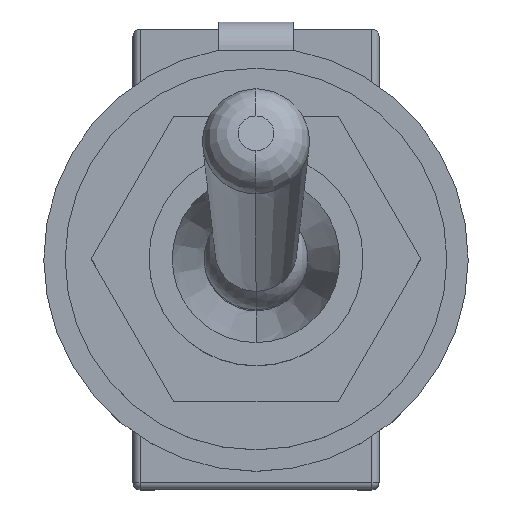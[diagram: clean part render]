
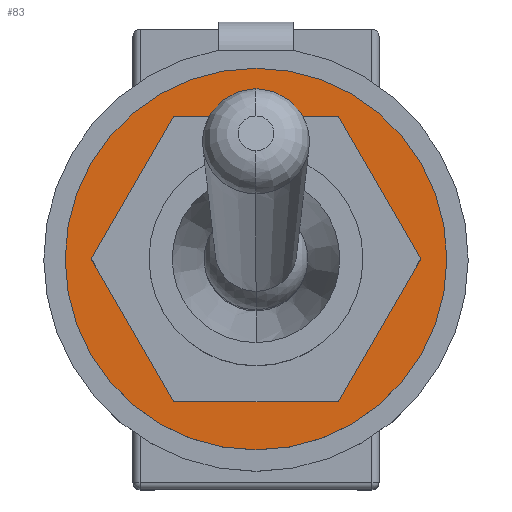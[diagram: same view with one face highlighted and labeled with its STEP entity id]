
A CAD part, top view. The second image highlights one B-rep face of the part: STEP entity #83.
In plain terms, the highlighted planar face has unit normal (0, 0, 1).
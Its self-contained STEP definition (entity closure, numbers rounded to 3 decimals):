
#22 = VERTEX_POINT('',#23);
#23 = CARTESIAN_POINT('',(0.,-5.38,
    14.63));
#31 = EDGE_CURVE('',#32,#22,#34,.T.);
#32 = VERTEX_POINT('',#33);
#33 = CARTESIAN_POINT('',(0.,5.32,
    14.63));
#34 = CIRCLE('',#35,5.35);
#35 = AXIS2_PLACEMENT_3D('',#36,#37,#38);
#36 = CARTESIAN_POINT('',(0.,-0.03,
    14.63));
#37 = DIRECTION('',(0.,0.,1.));
#38 = DIRECTION('',(0.,-1.,0.));
#63 = EDGE_CURVE('',#22,#32,#64,.T.);
#64 = CIRCLE('',#65,5.35);
#65 = AXIS2_PLACEMENT_3D('',#66,#67,#68);
#66 = CARTESIAN_POINT('',(0.,-0.03,
    14.63));
#67 = DIRECTION('',(0.,0.,1.));
#68 = DIRECTION('',(0.,-1.,0.));
#83 = ADVANCED_FACE('',(#84,#88),#138,.T.);
#84 = FACE_BOUND('',#85,.T.);
#85 = EDGE_LOOP('',(#86,#87));
#86 = ORIENTED_EDGE('',*,*,#31,.T.);
#87 = ORIENTED_EDGE('',*,*,#63,.T.);
#88 = FACE_BOUND('',#89,.T.);
#89 = EDGE_LOOP('',(#90,#100,#108,#116,#124,#132));
#90 = ORIENTED_EDGE('',*,*,#91,.F.);
#91 = EDGE_CURVE('',#92,#94,#96,.T.);
#92 = VERTEX_POINT('',#93);
#93 = CARTESIAN_POINT('',(2.309,-4.03,14.63
    ));
#94 = VERTEX_POINT('',#95);
#95 = CARTESIAN_POINT('',(4.619,-0.03,
    14.63));
#96 = LINE('',#97,#98);
#97 = CARTESIAN_POINT('',(2.309,-4.03,14.63
    ));
#98 = VECTOR('',#99,1.);
#99 = DIRECTION('',(0.5,0.866,0.));
#100 = ORIENTED_EDGE('',*,*,#101,.F.);
#101 = EDGE_CURVE('',#102,#92,#104,.T.);
#102 = VERTEX_POINT('',#103);
#103 = CARTESIAN_POINT('',(-2.309,-4.03,
    14.63));
#104 = LINE('',#105,#106);
#105 = CARTESIAN_POINT('',(-2.309,-4.03,
    14.63));
#106 = VECTOR('',#107,1.);
#107 = DIRECTION('',(1.,0.,0.));
#108 = ORIENTED_EDGE('',*,*,#109,.F.);
#109 = EDGE_CURVE('',#110,#102,#112,.T.);
#110 = VERTEX_POINT('',#111);
#111 = CARTESIAN_POINT('',(-4.619,-0.03,
    14.63));
#112 = LINE('',#113,#114);
#113 = CARTESIAN_POINT('',(-4.619,-0.03,
    14.63));
#114 = VECTOR('',#115,1.);
#115 = DIRECTION('',(0.5,-0.866,0.));
#116 = ORIENTED_EDGE('',*,*,#117,.F.);
#117 = EDGE_CURVE('',#118,#110,#120,.T.);
#118 = VERTEX_POINT('',#119);
#119 = CARTESIAN_POINT('',(-2.309,3.97,
    14.63));
#120 = LINE('',#121,#122);
#121 = CARTESIAN_POINT('',(-2.309,3.97,
    14.63));
#122 = VECTOR('',#123,1.);
#123 = DIRECTION('',(-0.5,-0.866,0.));
#124 = ORIENTED_EDGE('',*,*,#125,.F.);
#125 = EDGE_CURVE('',#126,#118,#128,.T.);
#126 = VERTEX_POINT('',#127);
#127 = CARTESIAN_POINT('',(2.309,3.97,14.63
    ));
#128 = LINE('',#129,#130);
#129 = CARTESIAN_POINT('',(2.309,3.97,14.63
    ));
#130 = VECTOR('',#131,1.);
#131 = DIRECTION('',(-1.,0.,0.));
#132 = ORIENTED_EDGE('',*,*,#133,.F.);
#133 = EDGE_CURVE('',#94,#126,#134,.T.);
#134 = LINE('',#135,#136);
#135 = CARTESIAN_POINT('',(4.619,-0.03,
    14.63));
#136 = VECTOR('',#137,1.);
#137 = DIRECTION('',(-0.5,0.866,0.));
#138 = PLANE('',#139);
#139 = AXIS2_PLACEMENT_3D('',#140,#141,#142);
#140 = CARTESIAN_POINT('',(0.,-0.03,
    14.63));
#141 = DIRECTION('',(0.,0.,1.));
#142 = DIRECTION('',(0.,-1.,0.));
